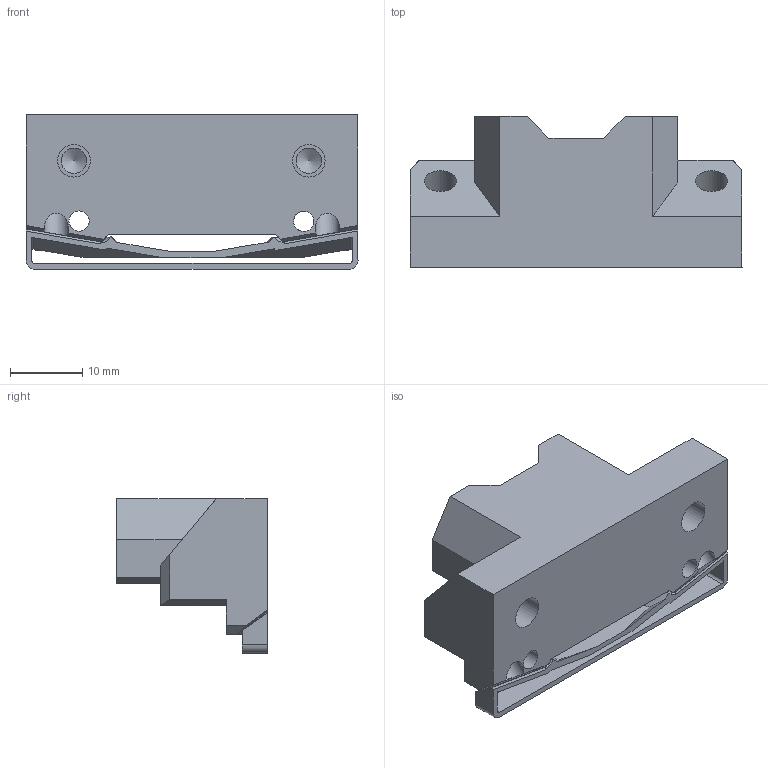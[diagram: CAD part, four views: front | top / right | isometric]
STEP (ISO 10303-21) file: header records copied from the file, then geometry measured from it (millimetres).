
FILE_DESCRIPTION(('FreeCAD Model'),'2;1');
FILE_NAME('Open CASCADE Shape Model','2024-05-23T12:12:12',(''),(''), 'Open CASCADE STEP processor 7.6','FreeCAD','Unknown');
FILE_SCHEMA(('AUTOMOTIVE_DESIGN { 1 0 10303 214 1 1 1 1 }'));
Length unit declared in the file: millimetre
Products named in the file (3): Upper; Upper-Body; Upper_Support-Body
Assembly tree (2 placements, depth 2):
  Upper
    Upper-Body
    Upper_Support-Body
Bounding box: 45.8 x 20.8 x 21.31 mm (x, y, z)
Volume: 8777.1 mm3; surface area: 5544.7 mm2
Topology: 2 solids, 2 shells, 108 faces, 300 edges, 200 vertices
Faces by surface type: plane 84, cylinder 22, cone 2
Full cylindrical faces by diameter (mm): 2.8 x2, 2.9 x2, 3.4 x2, 3.5 x2, 4.5 x4
Entity records: 7731 total; most frequent: CARTESIAN_POINT 1642, DIRECTION 1127, LINE 765, VECTOR 765, ORIENTED_EDGE 596, PCURVE 596, DEFINITIONAL_REPRESENTATION 596, EDGE_CURVE 298
